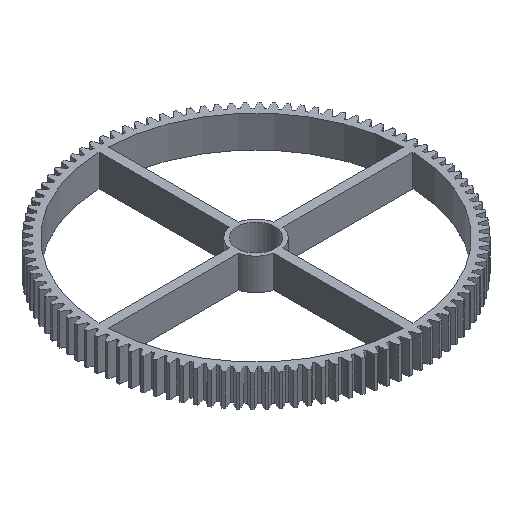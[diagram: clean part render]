
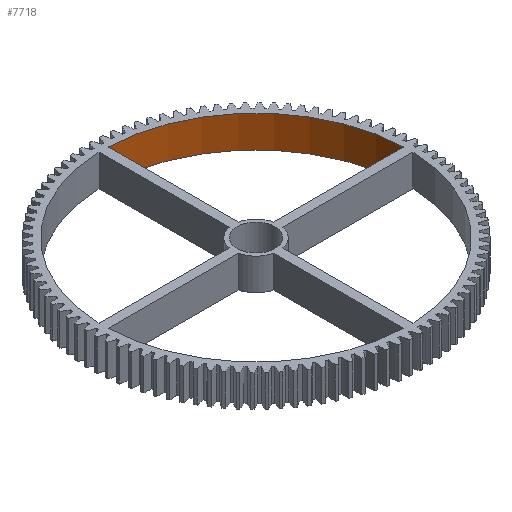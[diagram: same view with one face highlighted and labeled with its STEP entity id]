
A CAD part, isometric view. The second image highlights one B-rep face of the part: STEP entity #7718.
In plain terms, the highlighted cylindrical face has radius 33.5 mm (diameter 67 mm), a partial arc.
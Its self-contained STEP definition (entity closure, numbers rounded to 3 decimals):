
#35=CIRCLE('',#8179,33.5);
#36=CIRCLE('',#8180,33.5);
#864=CYLINDRICAL_SURFACE('',#8178,33.5);
#1287=FACE_OUTER_BOUND('',#1714,.T.);
#1714=EDGE_LOOP('',(#5191,#5192,#5193,#5194));
#2157=LINE('',#12437,#2598);
#2163=LINE('',#12452,#2604);
#2598=VECTOR('',#9471,10.);
#2604=VECTOR('',#9485,10.);
#3038=VERTEX_POINT('',#12433);
#3040=VERTEX_POINT('',#12436);
#3044=VERTEX_POINT('',#12448);
#3045=VERTEX_POINT('',#12450);
#3897=EDGE_CURVE('',#3040,#3038,#2157,.T.);
#3905=EDGE_CURVE('',#3045,#3044,#2163,.T.);
#3906=EDGE_CURVE('',#3044,#3038,#35,.T.);
#3907=EDGE_CURVE('',#3040,#3045,#36,.T.);
#5191=ORIENTED_EDGE('',*,*,#3906,.F.);
#5192=ORIENTED_EDGE('',*,*,#3905,.F.);
#5193=ORIENTED_EDGE('',*,*,#3907,.F.);
#5194=ORIENTED_EDGE('',*,*,#3897,.T.);
#7718=ADVANCED_FACE('',(#1287),#864,.F.);
#8178=AXIS2_PLACEMENT_3D('',#12453,#9486,#9487);
#8179=AXIS2_PLACEMENT_3D('',#12454,#9488,#9489);
#8180=AXIS2_PLACEMENT_3D('',#12455,#9490,#9491);
#9471=DIRECTION('',(0.,0.,1.));
#9485=DIRECTION('',(0.,0.,1.));
#9486=DIRECTION('center_axis',(0.,0.,1.));
#9487=DIRECTION('ref_axis',(-1.,0.,0.));
#9488=DIRECTION('center_axis',(0.,0.,-1.));
#9489=DIRECTION('ref_axis',(-1.,0.,0.));
#9490=DIRECTION('center_axis',(0.,0.,1.));
#9491=DIRECTION('ref_axis',(-1.,0.,0.));
#12433=CARTESIAN_POINT('',(33.485,1.,7.));
#12436=CARTESIAN_POINT('',(33.485,1.,0.));
#12437=CARTESIAN_POINT('',(33.485,1.,0.));
#12448=CARTESIAN_POINT('',(1.,33.485,7.));
#12450=CARTESIAN_POINT('',(1.,33.485,0.));
#12452=CARTESIAN_POINT('',(1.,33.485,0.));
#12453=CARTESIAN_POINT('Origin',(0.,0.,0.));
#12454=CARTESIAN_POINT('Origin',(0.,0.,7.));
#12455=CARTESIAN_POINT('Origin',(0.,0.,0.));
